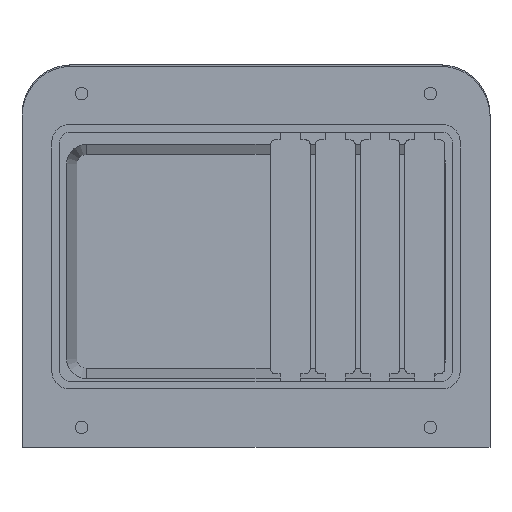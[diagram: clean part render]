
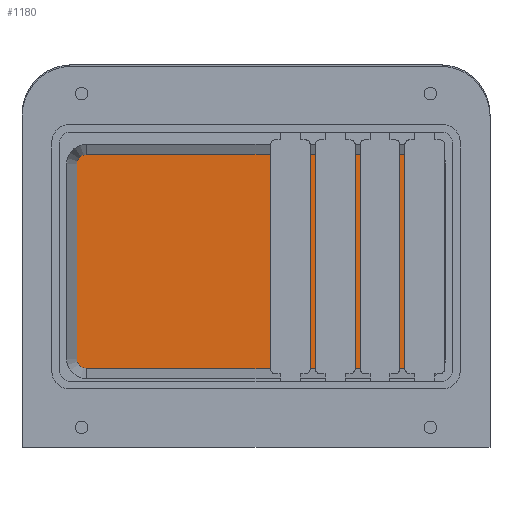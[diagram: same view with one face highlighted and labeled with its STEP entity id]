
A CAD part, front view. The second image highlights one B-rep face of the part: STEP entity #1180.
In plain terms, the highlighted planar face has unit normal (0, -1, 0).
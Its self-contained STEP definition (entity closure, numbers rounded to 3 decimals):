
#18 = DIRECTION ( 'NONE',  ( -1., 0., 0. ) ) ;
#55 = ORIENTED_EDGE ( 'NONE', *, *, #3501, .F. ) ;
#112 = CARTESIAN_POINT ( 'NONE',  ( -34.028, 22.5, 20.55 ) ) ;
#327 = EDGE_CURVE ( 'NONE', #595, #702, #5404, .T. ) ;
#347 = CARTESIAN_POINT ( 'NONE',  ( 36., 22.5, 18.578 ) ) ;
#365 = CIRCLE ( 'NONE', #1137, 1.972 ) ;
#409 = ORIENTED_EDGE ( 'NONE', *, *, #327, .F. ) ;
#595 = VERTEX_POINT ( 'NONE', #893 ) ;
#615 = VECTOR ( 'NONE', #18, 1000. ) ;
#645 = LINE ( 'NONE', #4798, #2028 ) ;
#702 = VERTEX_POINT ( 'NONE', #1992 ) ;
#893 = CARTESIAN_POINT ( 'NONE',  ( 36., 22.5, -20.478 ) ) ;
#1106 = LINE ( 'NONE', #4789, #3538 ) ;
#1137 = AXIS2_PLACEMENT_3D ( 'NONE', #1237, #4860, #4420 ) ;
#1180 = ADVANCED_FACE ( 'NONE', ( #2017 ), #2970, .F. ) ;
#1219 = DIRECTION ( 'NONE',  ( 0., 1., 0. ) ) ;
#1225 = CIRCLE ( 'NONE', #5393, 1.972 ) ;
#1237 = CARTESIAN_POINT ( 'NONE',  ( 34.028, 22.5, 18.578 ) ) ;
#1347 = EDGE_CURVE ( 'NONE', #702, #5391, #3067, .T. ) ;
#1390 = CARTESIAN_POINT ( 'NONE',  ( 34.028, 22.5, 20.55 ) ) ;
#1467 = VERTEX_POINT ( 'NONE', #112 ) ;
#1625 = DIRECTION ( 'NONE',  ( 1., 0., 0. ) ) ;
#1626 = CARTESIAN_POINT ( 'NONE',  ( -36., 22.5, 18.578 ) ) ;
#1653 = DIRECTION ( 'NONE',  ( 0., 0., 1. ) ) ;
#1846 = AXIS2_PLACEMENT_3D ( 'NONE', #5218, #2553, #2076 ) ;
#1897 = CARTESIAN_POINT ( 'NONE',  ( -36., 22.5, -20.478 ) ) ;
#1992 = CARTESIAN_POINT ( 'NONE',  ( 34.028, 22.5, -22.45 ) ) ;
#2017 = FACE_OUTER_BOUND ( 'NONE', #3227, .T. ) ;
#2028 = VECTOR ( 'NONE', #4272, 1000. ) ;
#2076 = DIRECTION ( 'NONE',  ( 0., 0., 1. ) ) ;
#2240 = CARTESIAN_POINT ( 'NONE',  ( 34.028, 22.5, -22.45 ) ) ;
#2343 = ORIENTED_EDGE ( 'NONE', *, *, #2348, .F. ) ;
#2348 = EDGE_CURVE ( 'NONE', #4918, #4003, #2579, .T. ) ;
#2379 = AXIS2_PLACEMENT_3D ( 'NONE', #2492, #5668, #1625 ) ;
#2387 = EDGE_CURVE ( 'NONE', #5391, #4918, #4421, .T. ) ;
#2492 = CARTESIAN_POINT ( 'NONE',  ( 34.028, 22.5, -20.478 ) ) ;
#2526 = CARTESIAN_POINT ( 'NONE',  ( -34.028, 22.5, 18.578 ) ) ;
#2553 = DIRECTION ( 'NONE',  ( 0., 1., 0. ) ) ;
#2579 = LINE ( 'NONE', #1626, #3476 ) ;
#2860 = AXIS2_PLACEMENT_3D ( 'NONE', #5281, #1219, #3457 ) ;
#2913 = DIRECTION ( 'NONE',  ( 0., 0., -1. ) ) ;
#2939 = DIRECTION ( 'NONE',  ( 0., 1., 0. ) ) ;
#2970 = PLANE ( 'NONE',  #2379 ) ;
#3022 = ORIENTED_EDGE ( 'NONE', *, *, #5839, .F. ) ;
#3067 = LINE ( 'NONE', #2240, #615 ) ;
#3227 = EDGE_LOOP ( 'NONE', ( #409, #55, #5466, #3022, #4642, #2343, #3803, #5483 ) ) ;
#3457 = DIRECTION ( 'NONE',  ( 0., 0., 1. ) ) ;
#3476 = VECTOR ( 'NONE', #1653, 1000. ) ;
#3501 = EDGE_CURVE ( 'NONE', #5172, #595, #1106, .T. ) ;
#3538 = VECTOR ( 'NONE', #2913, 1000. ) ;
#3787 = EDGE_CURVE ( 'NONE', #4003, #1467, #1225, .T. ) ;
#3798 = CARTESIAN_POINT ( 'NONE',  ( -34.028, 22.5, -22.45 ) ) ;
#3803 = ORIENTED_EDGE ( 'NONE', *, *, #2387, .F. ) ;
#3939 = EDGE_CURVE ( 'NONE', #4805, #5172, #365, .T. ) ;
#4003 = VERTEX_POINT ( 'NONE', #4221 ) ;
#4221 = CARTESIAN_POINT ( 'NONE',  ( -36., 22.5, 18.578 ) ) ;
#4272 = DIRECTION ( 'NONE',  ( 1., 0., 0. ) ) ;
#4420 = DIRECTION ( 'NONE',  ( 0., 0., 1. ) ) ;
#4421 = CIRCLE ( 'NONE', #1846, 1.972 ) ;
#4642 = ORIENTED_EDGE ( 'NONE', *, *, #3787, .F. ) ;
#4755 = DIRECTION ( 'NONE',  ( 0., 0., 1. ) ) ;
#4789 = CARTESIAN_POINT ( 'NONE',  ( 36., 22.5, 18.578 ) ) ;
#4798 = CARTESIAN_POINT ( 'NONE',  ( 34.028, 22.5, 20.55 ) ) ;
#4805 = VERTEX_POINT ( 'NONE', #1390 ) ;
#4860 = DIRECTION ( 'NONE',  ( 0., 1., 0. ) ) ;
#4918 = VERTEX_POINT ( 'NONE', #1897 ) ;
#5172 = VERTEX_POINT ( 'NONE', #347 ) ;
#5218 = CARTESIAN_POINT ( 'NONE',  ( -34.028, 22.5, -20.478 ) ) ;
#5281 = CARTESIAN_POINT ( 'NONE',  ( 34.028, 22.5, -20.478 ) ) ;
#5391 = VERTEX_POINT ( 'NONE', #3798 ) ;
#5393 = AXIS2_PLACEMENT_3D ( 'NONE', #2526, #2939, #4755 ) ;
#5404 = CIRCLE ( 'NONE', #2860, 1.972 ) ;
#5466 = ORIENTED_EDGE ( 'NONE', *, *, #3939, .F. ) ;
#5483 = ORIENTED_EDGE ( 'NONE', *, *, #1347, .F. ) ;
#5668 = DIRECTION ( 'NONE',  ( 0., 1., 0. ) ) ;
#5839 = EDGE_CURVE ( 'NONE', #1467, #4805, #645, .T. ) ;
